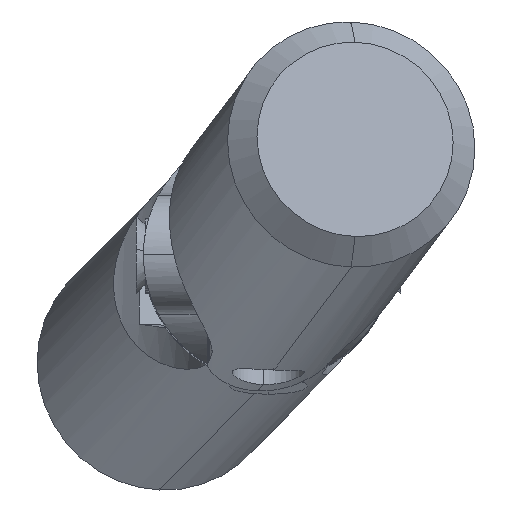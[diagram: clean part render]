
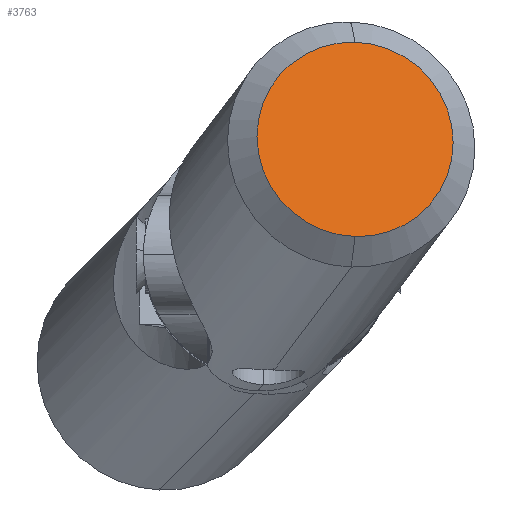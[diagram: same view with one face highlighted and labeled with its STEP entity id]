
A CAD part, top view. The second image highlights one B-rep face of the part: STEP entity #3763.
In plain terms, the highlighted face is planar.
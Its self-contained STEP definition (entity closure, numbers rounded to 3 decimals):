
#6=CARTESIAN_POINT('',(0.,0.,0.));
#7=DIRECTION('',(0.,0.,1.));
#8=DIRECTION('',(-1.,0.,0.));
#9=AXIS2_PLACEMENT_3D('',#6,#7,#8);
#11=CARTESIAN_POINT('',(0.,0.,0.));
#12=DIRECTION('',(0.,0.,1.));
#13=DIRECTION('',(1.,0.,0.));
#14=AXIS2_PLACEMENT_3D('',#11,#12,#13);
#3668=CARTESIAN_POINT('',(3.825,0.,0.));
#3669=CARTESIAN_POINT('',(-3.825,0.,0.));
#3670=VERTEX_POINT('',#3668);
#3671=VERTEX_POINT('',#3669);
#3753=CARTESIAN_POINT('',(0.,0.,0.));
#3754=DIRECTION('',(0.,0.,1.));
#3755=DIRECTION('',(1.,0.,0.));
#3756=AXIS2_PLACEMENT_3D('',#3753,#3754,#3755);
#3757=PLANE('',#3756);
#3759=ORIENTED_EDGE('',*,*,#3758,.T.);
#3760=ORIENTED_EDGE('',*,*,#3742,.T.);
#3761=EDGE_LOOP('',(#3759,#3760));
#3762=FACE_OUTER_BOUND('',#3761,.F.);
#3763=ADVANCED_FACE('',(#3762),#3757,.F.);
#10=CIRCLE('',#9,3.825);
#15=CIRCLE('',#14,3.825);
#3742=EDGE_CURVE('',#3670,#3671,#15,.T.);
#3758=EDGE_CURVE('',#3671,#3670,#10,.T.);
